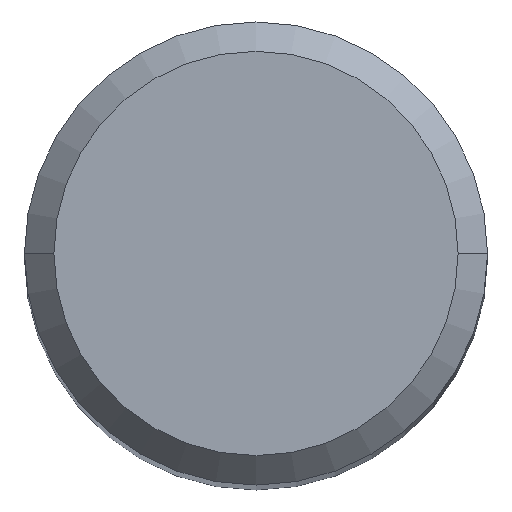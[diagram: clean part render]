
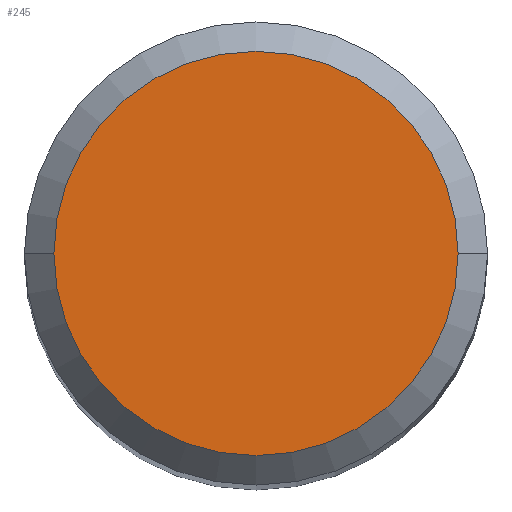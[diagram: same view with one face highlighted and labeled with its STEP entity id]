
A CAD part, top view. The second image highlights one B-rep face of the part: STEP entity #245.
In plain terms, the highlighted planar face has unit normal (0, 0, 1).
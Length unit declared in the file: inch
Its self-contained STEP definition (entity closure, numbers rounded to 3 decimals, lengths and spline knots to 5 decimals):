
#24 = AXIS2_PLACEMENT_3D ( 'NONE', #261, #229, #346 ) ;
#27 = CARTESIAN_POINT ( 'NONE',  ( 0., 0., 2.24409 ) ) ;
#28 = ORIENTED_EDGE ( 'NONE', *, *, #192, .T. ) ;
#71 = AXIS2_PLACEMENT_3D ( 'NONE', #113, #153, #180 ) ;
#72 = VERTEX_POINT ( 'NONE', #374 ) ;
#113 = CARTESIAN_POINT ( 'NONE',  ( 0., 0., 2.24409 ) ) ;
#120 = FACE_OUTER_BOUND ( 'NONE', #361, .T. ) ;
#145 = DIRECTION ( 'NONE',  ( 1., 0., 0. ) ) ;
#151 = CIRCLE ( 'NONE', #24, 0.10311 ) ;
#153 = DIRECTION ( 'NONE',  ( 0., 0., 1. ) ) ;
#176 = DIRECTION ( 'NONE',  ( 0., 0., 1. ) ) ;
#180 = DIRECTION ( 'NONE',  ( 1., 0., 0. ) ) ;
#192 = EDGE_CURVE ( 'NONE', #72, #249, #151, .T. ) ;
#207 = EDGE_CURVE ( 'NONE', #249, #72, #365, .T. ) ;
#229 = DIRECTION ( 'NONE',  ( 0., 0., 1. ) ) ;
#243 = PLANE ( 'NONE',  #71 ) ;
#245 = ADVANCED_FACE ( 'NONE', ( #120 ), #243, .T. ) ;
#249 = VERTEX_POINT ( 'NONE', #291 ) ;
#261 = CARTESIAN_POINT ( 'NONE',  ( 0., 0., 2.24409 ) ) ;
#270 = ORIENTED_EDGE ( 'NONE', *, *, #207, .T. ) ;
#291 = CARTESIAN_POINT ( 'NONE',  ( -0.10311, 0., 2.24409 ) ) ;
#325 = AXIS2_PLACEMENT_3D ( 'NONE', #27, #176, #145 ) ;
#346 = DIRECTION ( 'NONE',  ( 1., 0., 0. ) ) ;
#361 = EDGE_LOOP ( 'NONE', ( #270, #28 ) ) ;
#365 = CIRCLE ( 'NONE', #325, 0.10311 ) ;
#374 = CARTESIAN_POINT ( 'NONE',  ( 0.10311, 0., 2.24409 ) ) ;
